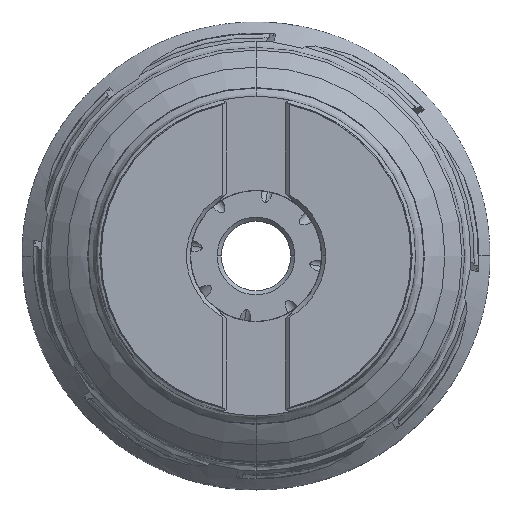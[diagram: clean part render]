
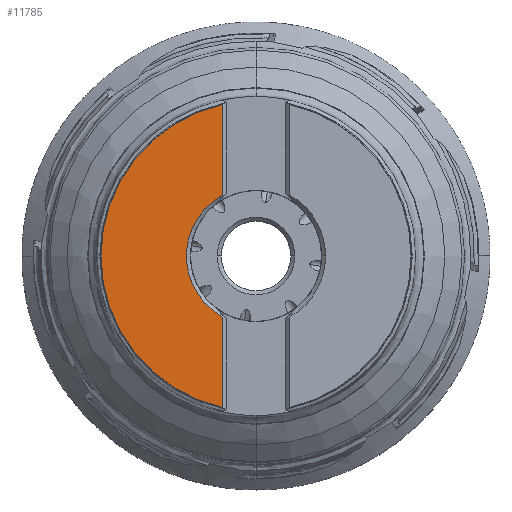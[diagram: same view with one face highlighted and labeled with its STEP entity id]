
A CAD part, left-side view. The second image highlights one B-rep face of the part: STEP entity #11785.
In plain terms, the highlighted planar face has unit normal (-1, 0, 0).
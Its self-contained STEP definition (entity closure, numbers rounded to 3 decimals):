
#570 = EDGE_LOOP ( 'NONE', ( #5878, #6197, #5487, #5490 ) ) ;
#1035 = PLANE ( 'NONE',  #1757 ) ;
#1052 = CARTESIAN_POINT ( 'NONE',  ( -49.2, 0., 0. ) ) ;
#1054 = DIRECTION ( 'NONE',  ( 1., 0., 0. ) ) ;
#1056 = DIRECTION ( 'NONE',  ( 0., 0., -1. ) ) ;
#1757 = AXIS2_PLACEMENT_3D ( 'NONE', #1052, #1054, #1056 ) ;
#5327 = VERTEX_POINT ( 'NONE', #10817 ) ;
#5487 = ORIENTED_EDGE ( 'NONE', *, *, #16519, .F. ) ;
#5490 = ORIENTED_EDGE ( 'NONE', *, *, #16374, .F. ) ;
#5826 = VERTEX_POINT ( 'NONE', #19727 ) ;
#5878 = ORIENTED_EDGE ( 'NONE', *, *, #16422, .F. ) ;
#5924 = VERTEX_POINT ( 'NONE', #19756 ) ;
#6089 = VERTEX_POINT ( 'NONE', #19831 ) ;
#6197 = ORIENTED_EDGE ( 'NONE', *, *, #9579, .T. ) ;
#9251 = CARTESIAN_POINT ( 'NONE',  ( -49.2, 8.15, 0. ) ) ;
#9252 = DIRECTION ( 'NONE',  ( 0., 0., -1. ) ) ;
#9579 = EDGE_CURVE ( 'NONE', #5327, #5924, #15046, .T. ) ;
#10817 = CARTESIAN_POINT ( 'NONE',  ( -49.2, 8.15, -14.948 ) ) ;
#11785 = ADVANCED_FACE ( 'NONE', ( #12113 ), #1035, .F. ) ;
#12113 = FACE_OUTER_BOUND ( 'NONE', #570, .T. ) ;
#13039 = AXIS2_PLACEMENT_3D ( 'NONE', #20146, #20147, #20148 ) ;
#15046 = CIRCLE ( 'NONE', #13039, 17.025 ) ;
#16374 = EDGE_CURVE ( 'NONE', #5826, #6089, #18929, .T. ) ;
#16422 = EDGE_CURVE ( 'NONE', #5327, #5826, #18981, .T. ) ;
#16519 = EDGE_CURVE ( 'NONE', #6089, #5924, #19044, .T. ) ;
#17846 = AXIS2_PLACEMENT_3D ( 'NONE', #19356, #19357, #19358 ) ;
#18929 = CIRCLE ( 'NONE', #17846, 37.922 ) ;
#18981 = LINE ( 'NONE', #19560, #18984 ) ;
#18984 = VECTOR ( 'NONE', #19562, 1000. ) ;
#19044 = LINE ( 'NONE', #9251, #19061 ) ;
#19061 = VECTOR ( 'NONE', #9252, 1000. ) ;
#19356 = CARTESIAN_POINT ( 'NONE',  ( -49.2, 0., 0. ) ) ;
#19357 = DIRECTION ( 'NONE',  ( 1., 0., 0. ) ) ;
#19358 = DIRECTION ( 'NONE',  ( 0., 0., -1. ) ) ;
#19560 = CARTESIAN_POINT ( 'NONE',  ( -49.2, 8.15, 0. ) ) ;
#19562 = DIRECTION ( 'NONE',  ( 0., 0., -1. ) ) ;
#19727 = CARTESIAN_POINT ( 'NONE',  ( -49.2, 8.15, -37.036 ) ) ;
#19756 = CARTESIAN_POINT ( 'NONE',  ( -49.2, 8.15, 14.948 ) ) ;
#19831 = CARTESIAN_POINT ( 'NONE',  ( -49.2, 8.15, 37.036 ) ) ;
#20146 = CARTESIAN_POINT ( 'NONE',  ( -49.2, 0., 0. ) ) ;
#20147 = DIRECTION ( 'NONE',  ( 1., 0., 0. ) ) ;
#20148 = DIRECTION ( 'NONE',  ( 0., -1., 0. ) ) ;
